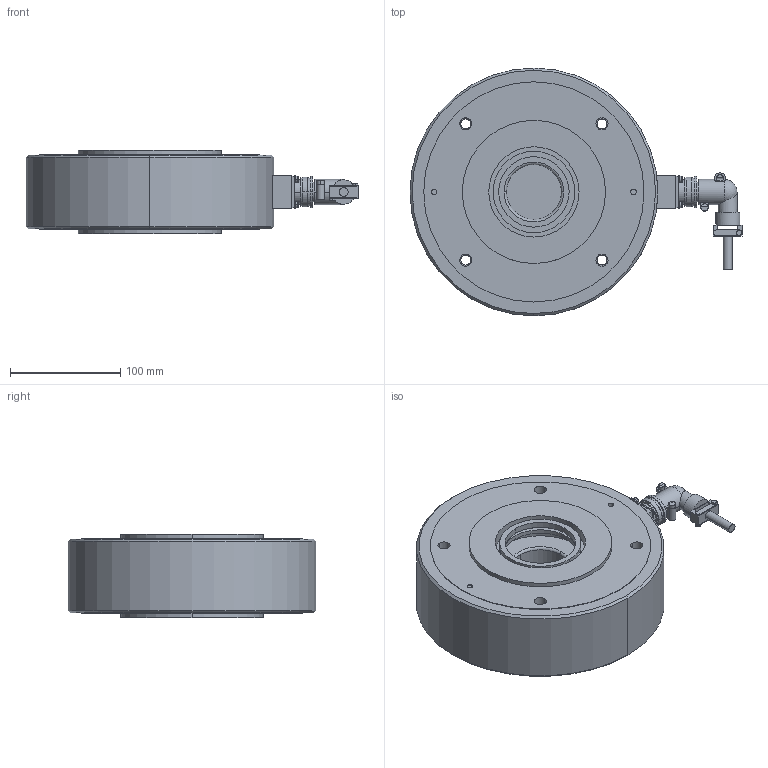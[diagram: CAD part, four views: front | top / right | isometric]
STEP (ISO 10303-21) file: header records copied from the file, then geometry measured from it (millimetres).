
FILE_DESCRIPTION((''),'2;1');
FILE_NAME('50219.stp','2007-01-15T10:09:43',(''),(''),'Mechanical Desktop 2007','Mechanical Desktop 2007',', , ');
FILE_SCHEMA(('CONFIG_CONTROL_DESIGN'));
Length unit declared in the file: millimetre
Products named in the file (25): L50219; L49152; TEIL1; L49151; TEIL1AAAA; L4340402; TEIL1A; V_RING_V65A; V_RING_V65AA; L4963304; TEIL1AA; L49026; TEIL1AAA; FEDERRING_M3A; FEDERRING_M3; I-6KT_SCHRAUBE_M3X25A; I-6KT_SCHRAUBE_M3X25; I-6KT_SCHRAUBE_M6X60; I-6KT_SCHRAUBE_M6X60A; PENDELKUGELLAGER_1310TV; PENDELKUGELLAGER_1310TVA; SICHERUNGSRING_J110A; SICHERUNGSRING_J110; FLANSCHDOSE_WINKEL_AMPH_4-POLIG; TEIL1AAAAA
Assembly tree (31 placements, depth 3):
  L50219
    L49152
      TEIL1
    L49151
      TEIL1AAAA
    L4340402  x2
      TEIL1A
    V_RING_V65A
      V_RING_V65AA
    L4963304
      TEIL1AA
    L49026
      TEIL1AAA
    FEDERRING_M3A  x4
      FEDERRING_M3
    I-6KT_SCHRAUBE_M3X25A  x4
      I-6KT_SCHRAUBE_M3X25
    I-6KT_SCHRAUBE_M6X60
      I-6KT_SCHRAUBE_M6X60A
    PENDELKUGELLAGER_1310TV
      PENDELKUGELLAGER_1310TVA
    SICHERUNGSRING_J110A
      SICHERUNGSRING_J110
    FLANSCHDOSE_WINKEL_AMPH_4-POLIG
      TEIL1AAAAA
Bounding box: 301.5 x 225 x 75.9 mm (x, y, z)
Volume: 2414254.2 mm3; surface area: 390564.2 mm2
Topology: 19 solids, 19 shells, 391 faces, 939 edges, 618 vertices
Faces by surface type: cylinder 224, plane 118, cone 28, torus 18, bspline 2, sphere 1
Entity records: 10352 total; most frequent: CARTESIAN_POINT 1970, DIRECTION 1869, ORIENTED_EDGE 1512, AXIS2_PLACEMENT_3D 782, EDGE_CURVE 756, VERTEX_POINT 497, CIRCLE 436, EDGE_LOOP 429
